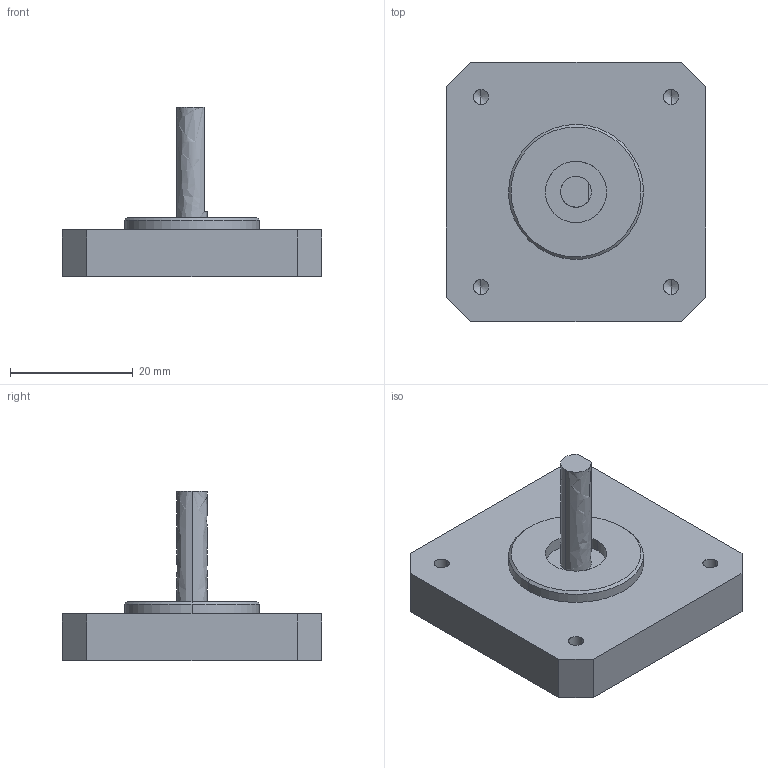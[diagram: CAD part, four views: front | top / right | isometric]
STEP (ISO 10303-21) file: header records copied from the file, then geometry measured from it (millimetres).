
FILE_DESCRIPTION(('FreeCAD Model'),'2;1');
FILE_NAME('MP1872-Stepper_Motor_NEMA17_1.7A.stp','2016-01-27T22:41:25',('FreeCAD'),('FreeCAD') ,'Open CASCADE STEP processor 6.8','FreeCAD','Unknown');
FILE_SCHEMA(('AUTOMOTIVE_DESIGN_CC2 { 1 2 10303 214 -1 1 5 4 }'));
Length unit declared in the file: millimetre
Products named in the file (1): Open CASCADE STEP translator 6.8 436
Bounding box: 42.3 x 42.3 x 27.65 mm (x, y, z)
Volume: 14326.1 mm3; surface area: 5375.2 mm2
Topology: 1 solids, 1 shells, 39 faces, 108 edges, 70 vertices
Faces by surface type: bspline 24, plane 15
Entity records: 5024 total; most frequent: CARTESIAN_POINT 3724, B_SPLINE_CURVE_WITH_KNOTS 222, ORIENTED_EDGE 200, PCURVE 200, DEFINITIONAL_REPRESENTATION 200, EDGE_CURVE 100, SURFACE_CURVE 100, VERTEX_POINT 70
